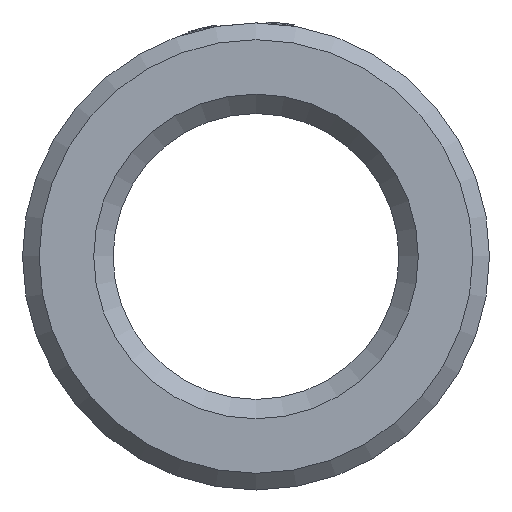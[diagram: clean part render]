
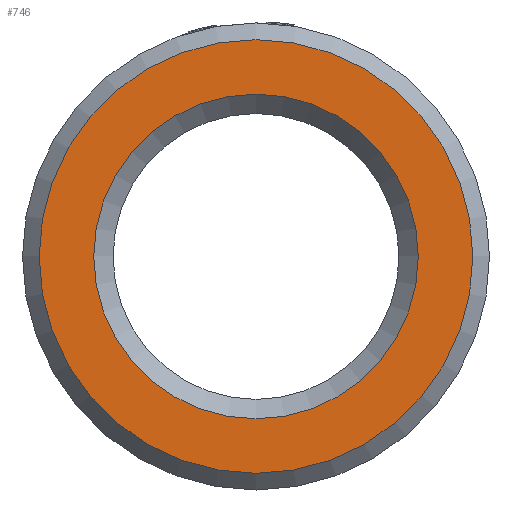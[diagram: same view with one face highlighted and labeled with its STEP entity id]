
A CAD part, left-side view. The second image highlights one B-rep face of the part: STEP entity #746.
In plain terms, the highlighted planar face has unit normal (-1, 0, 0).
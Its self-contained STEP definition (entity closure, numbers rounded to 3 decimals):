
#362 = DIRECTION ( 'NONE',  ( 0., 0., -1. ) ) ;
#746 = ADVANCED_FACE ( 'NONE', ( #10348, #4977 ), #3037, .F. ) ;
#1191 = EDGE_CURVE ( 'NONE', #10788, #10788, #3559, .T. ) ;
#2371 = DIRECTION ( 'NONE',  ( 1., 0., 0. ) ) ;
#2497 = ORIENTED_EDGE ( 'NONE', *, *, #11020, .T. ) ;
#2720 = VERTEX_POINT ( 'NONE', #9109 ) ;
#3037 = PLANE ( 'NONE',  #3730 ) ;
#3559 = CIRCLE ( 'NONE', #9313, 4.865 ) ;
#3730 = AXIS2_PLACEMENT_3D ( 'NONE', #10401, #6656, #362 ) ;
#4954 = DIRECTION ( 'NONE',  ( -1., 0., 0. ) ) ;
#4977 = FACE_BOUND ( 'NONE', #6906, .T. ) ;
#5420 = CARTESIAN_POINT ( 'NONE',  ( 0., 0., -4.865 ) ) ;
#5833 = DIRECTION ( 'NONE',  ( 0., 0., -1. ) ) ;
#5944 = DIRECTION ( 'NONE',  ( 0., 0., -1. ) ) ;
#6656 = DIRECTION ( 'NONE',  ( 1., 0., 0. ) ) ;
#6688 = CARTESIAN_POINT ( 'NONE',  ( 0., 0., 0. ) ) ;
#6826 = ORIENTED_EDGE ( 'NONE', *, *, #1191, .T. ) ;
#6906 = EDGE_LOOP ( 'NONE', ( #6826 ) ) ;
#7090 = EDGE_LOOP ( 'NONE', ( #2497 ) ) ;
#7873 = CARTESIAN_POINT ( 'NONE',  ( 0., 0., 0. ) ) ;
#9109 = CARTESIAN_POINT ( 'NONE',  ( 0., 0., -6.5 ) ) ;
#9313 = AXIS2_PLACEMENT_3D ( 'NONE', #7873, #2371, #5944 ) ;
#10348 = FACE_OUTER_BOUND ( 'NONE', #7090, .T. ) ;
#10353 = CIRCLE ( 'NONE', #11286, 6.5 ) ;
#10401 = CARTESIAN_POINT ( 'NONE',  ( 0., 0., 0. ) ) ;
#10788 = VERTEX_POINT ( 'NONE', #5420 ) ;
#11020 = EDGE_CURVE ( 'NONE', #2720, #2720, #10353, .T. ) ;
#11286 = AXIS2_PLACEMENT_3D ( 'NONE', #6688, #4954, #5833 ) ;
